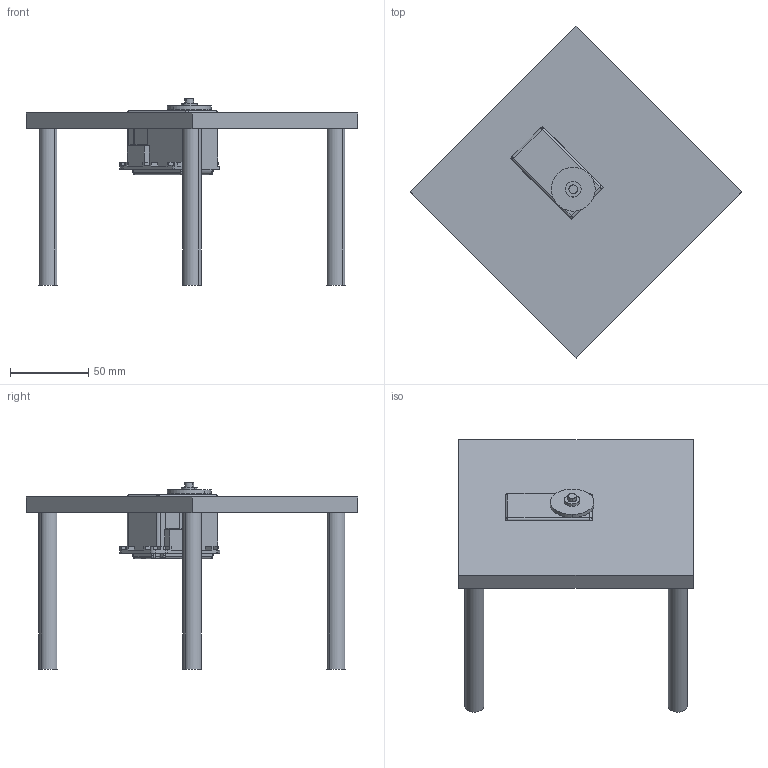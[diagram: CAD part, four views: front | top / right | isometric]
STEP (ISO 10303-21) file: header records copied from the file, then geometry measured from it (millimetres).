
FILE_DESCRIPTION (( 'STEP AP203' ), '1' );
FILE_NAME ('part1_xout_Default_sldprt.STEP', '2017-11-29T09:25:53', ( '' ), ( '' ), 'SwSTEP 2.0', 'SolidWorks 2016', '' );
FILE_SCHEMA (( 'CONFIG_CONTROL_DESIGN' ));
Length unit declared in the file: millimetre
Products named in the file (1): part1_xout_Default_sldprt
Bounding box: 212.13 x 212.13 x 119 mm (x, y, z)
Volume: 317971.5 mm3; surface area: 80483.7 mm2
Topology: 2 solids, 2 shells, 393 faces, 1058 edges, 676 vertices
Faces by surface type: plane 263, cylinder 104, bspline 26
Entity records: 13095 total; most frequent: CARTESIAN_POINT 3173, ORIENTED_EDGE 2100, DIRECTION 1948, EDGE_CURVE 1050, VECTOR 792, LINE 792, VERTEX_POINT 676, AXIS2_PLACEMENT_3D 578
